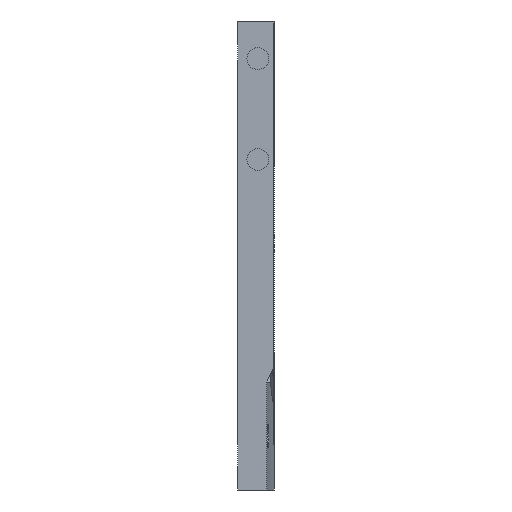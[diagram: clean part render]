
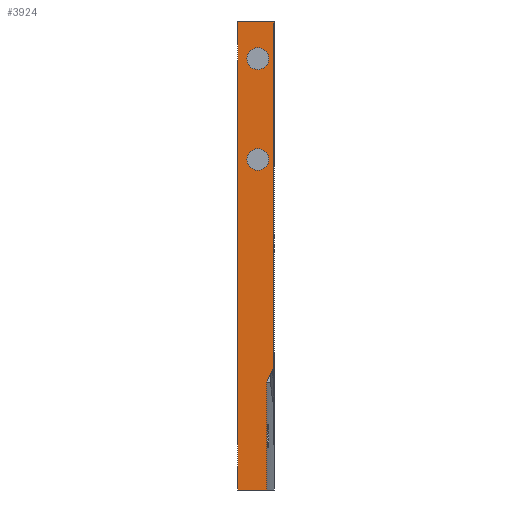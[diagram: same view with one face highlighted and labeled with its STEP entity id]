
A CAD part, left-side view. The second image highlights one B-rep face of the part: STEP entity #3924.
In plain terms, the highlighted planar face has unit normal (-1, 0, 0).
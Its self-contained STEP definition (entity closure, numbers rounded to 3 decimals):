
#54=FACE_BOUND('',#418,.T.);
#55=FACE_BOUND('',#419,.T.);
#140=PLANE('',#4147);
#214=FACE_OUTER_BOUND('',#417,.T.);
#417=EDGE_LOOP('',(#2581,#2582,#2583,#2584,#2585,#2586));
#418=EDGE_LOOP('',(#2587));
#419=EDGE_LOOP('',(#2588));
#678=LINE('',#5839,#1001);
#680=LINE('',#5845,#1003);
#681=LINE('',#5847,#1004);
#682=LINE('',#5849,#1005);
#683=LINE('',#5851,#1006);
#684=LINE('',#5852,#1007);
#1001=VECTOR('',#4613,10.);
#1003=VECTOR('',#4619,10.);
#1004=VECTOR('',#4620,10.);
#1005=VECTOR('',#4621,10.);
#1006=VECTOR('',#4622,10.);
#1007=VECTOR('',#4623,10.);
#1321=CIRCLE('',#4137,1.513);
#1323=CIRCLE('',#4141,1.513);
#1547=VERTEX_POINT('',#5819);
#1549=VERTEX_POINT('',#5826);
#1553=VERTEX_POINT('',#5836);
#1554=VERTEX_POINT('',#5838);
#1556=VERTEX_POINT('',#5844);
#1557=VERTEX_POINT('',#5846);
#1558=VERTEX_POINT('',#5848);
#1559=VERTEX_POINT('',#5850);
#1955=EDGE_CURVE('',#1547,#1547,#1321,.T.);
#1958=EDGE_CURVE('',#1549,#1549,#1323,.T.);
#1963=EDGE_CURVE('',#1553,#1554,#678,.T.);
#1966=EDGE_CURVE('',#1553,#1556,#680,.F.);
#1967=EDGE_CURVE('',#1557,#1556,#681,.T.);
#1968=EDGE_CURVE('',#1558,#1557,#682,.T.);
#1969=EDGE_CURVE('',#1559,#1558,#683,.F.);
#1970=EDGE_CURVE('',#1559,#1554,#684,.T.);
#2581=ORIENTED_EDGE('',*,*,#1963,.F.);
#2582=ORIENTED_EDGE('',*,*,#1966,.T.);
#2583=ORIENTED_EDGE('',*,*,#1967,.F.);
#2584=ORIENTED_EDGE('',*,*,#1968,.F.);
#2585=ORIENTED_EDGE('',*,*,#1969,.F.);
#2586=ORIENTED_EDGE('',*,*,#1970,.T.);
#2587=ORIENTED_EDGE('',*,*,#1955,.T.);
#2588=ORIENTED_EDGE('',*,*,#1958,.T.);
#3924=ADVANCED_FACE('',(#214,#54,#55),#140,.F.);
#4137=AXIS2_PLACEMENT_3D('',#5820,#4592,#4593);
#4141=AXIS2_PLACEMENT_3D('',#5827,#4601,#4602);
#4147=AXIS2_PLACEMENT_3D('',#5843,#4617,#4618);
#4592=DIRECTION('center_axis',(1.,0.,0.));
#4593=DIRECTION('ref_axis',(0.,-1.,0.));
#4601=DIRECTION('center_axis',(1.,0.,0.));
#4602=DIRECTION('ref_axis',(0.,-1.,0.));
#4613=DIRECTION('',(0.,0.447,-0.894));
#4617=DIRECTION('center_axis',(1.,0.,0.));
#4618=DIRECTION('ref_axis',(0.,1.,0.));
#4619=DIRECTION('',(0.,0.,-1.));
#4620=DIRECTION('',(0.,-1.,0.));
#4621=DIRECTION('',(0.,0.,1.));
#4622=DIRECTION('',(0.,-1.,0.));
#4623=DIRECTION('',(0.,0.,1.));
#5819=CARTESIAN_POINT('',(-75.85,79.763,369.9));
#5820=CARTESIAN_POINT('Origin',(-75.85,78.25,369.9));
#5826=CARTESIAN_POINT('',(-75.85,79.763,355.9));
#5827=CARTESIAN_POINT('Origin',(-75.85,78.25,355.9));
#5836=CARTESIAN_POINT('',(-75.85,76.,327.));
#5838=CARTESIAN_POINT('',(-75.85,77.,325.));
#5839=CARTESIAN_POINT('',(-75.85,64.45,350.1));
#5843=CARTESIAN_POINT('Origin',(-75.85,-76.,310.));
#5844=CARTESIAN_POINT('',(-75.85,76.,375.));
#5845=CARTESIAN_POINT('',(-75.85,76.,310.));
#5846=CARTESIAN_POINT('',(-75.85,81.,375.));
#5847=CARTESIAN_POINT('',(-75.85,-38.,375.));
#5848=CARTESIAN_POINT('',(-75.85,81.,310.));
#5849=CARTESIAN_POINT('',(-75.85,81.,310.));
#5850=CARTESIAN_POINT('',(-75.85,77.,310.));
#5851=CARTESIAN_POINT('',(-75.85,-38.,310.));
#5852=CARTESIAN_POINT('',(-75.85,77.,310.));
